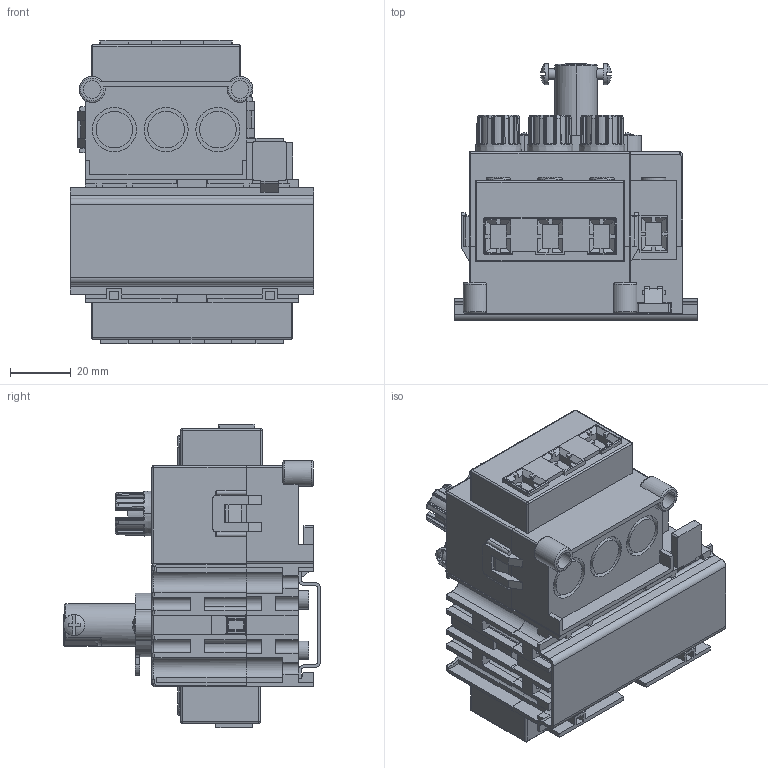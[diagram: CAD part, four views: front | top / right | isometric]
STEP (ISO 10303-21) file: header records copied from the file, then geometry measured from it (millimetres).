
FILE_DESCRIPTION((''),'2;1');
FILE_NAME('XNF016_CATALOGO_ASM','2021-07-06T',('alessandro.buglione'),(''),'PRO/ENGINEER BY PARAMETRIC TECHNOLOGY CORPORATION, 2011080','PRO/ENGINEER BY PARAMETRIC TECHNOLOGY CORPORATION, 2011080','');
FILE_SCHEMA(('CONFIG_CONTROL_DESIGN'));
Products named in the file (17): 5478_ED6; 6254_3D; 6051-H; 6744; 6377_014; 4898-015; GUIDA_DIN; 5501; 5507; 5531_; 5508; 5531__; VA5122_011; TAPPO16A; XNF032_MORSETTI; 5488_; XNF016_CATALOGO_ASM
Assembly tree (27 placements, depth 2):
  XNF016_CATALOGO_ASM
    5478_ED6
    6254_3D
    6051-H
    6744
    6377_014  x2
    4898-015  x2
    GUIDA_DIN
    5501
    5507
    5531_
    5508
    5531__
    VA5122_011  x8
    TAPPO16A  x3
    XNF032_MORSETTI
    5488_
Bounding box: 80 x 84.3 x 99.7 mm (x, y, z)
Volume: 225009.3 mm3; surface area: 101775.8 mm2
Topology: 27 solids, 27 shells, 3570 faces, 9386 edges, 5988 vertices
Faces by surface type: plane 2100, cylinder 882, torus 215, bspline 208, sphere 107, cone 58
Entity records: 93461 total; most frequent: CARTESIAN_POINT 20898, ORIENTED_EDGE 15316, DIRECTION 14769, EDGE_CURVE 7658, VECTOR 5525, LINE 5525, VERTEX_POINT 4936, AXIS2_PLACEMENT_3D 4622
